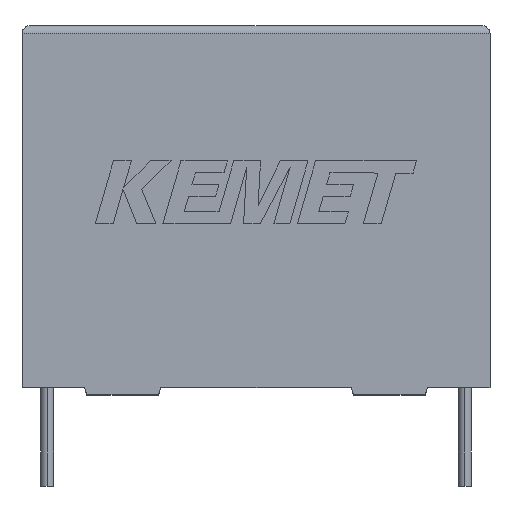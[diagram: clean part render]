
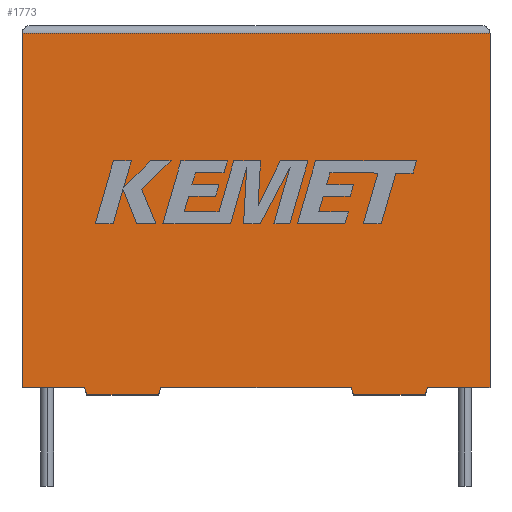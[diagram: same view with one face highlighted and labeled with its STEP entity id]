
A CAD part, top view. The second image highlights one B-rep face of the part: STEP entity #1773.
In plain terms, the highlighted planar face has unit normal (0, 0, 1).
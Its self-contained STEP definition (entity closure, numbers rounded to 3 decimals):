
#19 = DIRECTION ( 'NONE',  ( -0.287, -0.958, 0. ) ) ;
#29 = DIRECTION ( 'NONE',  ( 0.287, -0.958, 0. ) ) ;
#41 = DIRECTION ( 'NONE',  ( -0.287, 0.958, 0. ) ) ;
#56 = LINE ( 'NONE', #3215, #2324 ) ;
#81 = CARTESIAN_POINT ( 'NONE',  ( 0., 0., 12.3 ) ) ;
#145 = DIRECTION ( 'NONE',  ( 1., 0., 0. ) ) ;
#210 = LINE ( 'NONE', #3164, #1740 ) ;
#234 = LINE ( 'NONE', #2507, #1528 ) ;
#238 = VECTOR ( 'NONE', #741, 1000. ) ;
#328 = ORIENTED_EDGE ( 'NONE', *, *, #2079, .T. ) ;
#335 = VECTOR ( 'NONE', #29, 1000. ) ;
#438 = CARTESIAN_POINT ( 'NONE',  ( 26.536, -0.5, 12.3 ) ) ;
#460 = EDGE_CURVE ( 'NONE', #2774, #885, #2177, .T. ) ;
#576 = EDGE_CURVE ( 'NONE', #2619, #2789, #2733, .T. ) ;
#699 = CARTESIAN_POINT ( 'NONE',  ( 9.126, 0., 12.3 ) ) ;
#712 = VECTOR ( 'NONE', #2304, 1000. ) ;
#741 = DIRECTION ( 'NONE',  ( -1., 0., 0. ) ) ;
#755 = CARTESIAN_POINT ( 'NONE',  ( 30.8, 0., 12.3 ) ) ;
#786 = VECTOR ( 'NONE', #2925, 1000. ) ;
#812 = AXIS2_PLACEMENT_3D ( 'NONE', #1593, #825, #2875 ) ;
#822 = EDGE_CURVE ( 'NONE', #3248, #2224, #1253, .T. ) ;
#825 = DIRECTION ( 'NONE',  ( 0., 0., -1. ) ) ;
#866 = VECTOR ( 'NONE', #1830, 1000. ) ;
#885 = VERTEX_POINT ( 'NONE', #3235 ) ;
#906 = EDGE_CURVE ( 'NONE', #2789, #1884, #3166, .T. ) ;
#907 = VECTOR ( 'NONE', #3228, 1000. ) ;
#917 = CARTESIAN_POINT ( 'NONE',  ( 0., 0., 12.3 ) ) ;
#926 = EDGE_CURVE ( 'NONE', #1884, #1826, #56, .T. ) ;
#1010 = CARTESIAN_POINT ( 'NONE',  ( 0., 0., 12.3 ) ) ;
#1041 = CARTESIAN_POINT ( 'NONE',  ( 21.824, -0.5, 12.3 ) ) ;
#1043 = ORIENTED_EDGE ( 'NONE', *, *, #822, .T. ) ;
#1046 = VECTOR ( 'NONE', #2571, 1000. ) ;
#1190 = EDGE_CURVE ( 'NONE', #2224, #2472, #1534, .T. ) ;
#1209 = EDGE_CURVE ( 'NONE', #3133, #2774, #1329, .T. ) ;
#1238 = ORIENTED_EDGE ( 'NONE', *, *, #2721, .T. ) ;
#1253 = LINE ( 'NONE', #3189, #907 ) ;
#1300 = VERTEX_POINT ( 'NONE', #1879 ) ;
#1329 = LINE ( 'NONE', #2134, #2356 ) ;
#1404 = EDGE_CURVE ( 'NONE', #2472, #885, #2129, .T. ) ;
#1444 = EDGE_CURVE ( 'NONE', #1512, #3133, #234, .T. ) ;
#1512 = VERTEX_POINT ( 'NONE', #2767 ) ;
#1528 = VECTOR ( 'NONE', #19, 1000. ) ;
#1534 = LINE ( 'NONE', #2579, #866 ) ;
#1561 = LINE ( 'NONE', #2525, #335 ) ;
#1571 = CARTESIAN_POINT ( 'NONE',  ( 21.824, -0.5, 12.3 ) ) ;
#1593 = CARTESIAN_POINT ( 'NONE',  ( 0., 0., 12.3 ) ) ;
#1609 = CARTESIAN_POINT ( 'NONE',  ( 0., 23.3, 12.3 ) ) ;
#1631 = ORIENTED_EDGE ( 'NONE', *, *, #576, .T. ) ;
#1669 = ORIENTED_EDGE ( 'NONE', *, *, #1444, .F. ) ;
#1740 = VECTOR ( 'NONE', #145, 1000. ) ;
#1773 = ADVANCED_FACE ( 'NONE', ( #2489 ), #2087, .F. ) ;
#1802 = ORIENTED_EDGE ( 'NONE', *, *, #2762, .T. ) ;
#1826 = VERTEX_POINT ( 'NONE', #81 ) ;
#1830 = DIRECTION ( 'NONE',  ( 0.287, 0.958, 0. ) ) ;
#1879 = CARTESIAN_POINT ( 'NONE',  ( 4.114, 0., 12.3 ) ) ;
#1884 = VERTEX_POINT ( 'NONE', #1609 ) ;
#1985 = ORIENTED_EDGE ( 'NONE', *, *, #1190, .T. ) ;
#2079 = EDGE_CURVE ( 'NONE', #1512, #2619, #210, .T. ) ;
#2087 = PLANE ( 'NONE',  #812 ) ;
#2129 = LINE ( 'NONE', #917, #786 ) ;
#2134 = CARTESIAN_POINT ( 'NONE',  ( 26.536, -0.5, 12.3 ) ) ;
#2177 = LINE ( 'NONE', #1041, #2765 ) ;
#2224 = VERTEX_POINT ( 'NONE', #3134 ) ;
#2304 = DIRECTION ( 'NONE',  ( 0., 1., 0. ) ) ;
#2324 = VECTOR ( 'NONE', #2761, 1000. ) ;
#2356 = VECTOR ( 'NONE', #2656, 1000. ) ;
#2386 = ORIENTED_EDGE ( 'NONE', *, *, #926, .T. ) ;
#2428 = ORIENTED_EDGE ( 'NONE', *, *, #1404, .T. ) ;
#2433 = ORIENTED_EDGE ( 'NONE', *, *, #906, .T. ) ;
#2446 = CARTESIAN_POINT ( 'NONE',  ( 30.8, 0., 12.3 ) ) ;
#2472 = VERTEX_POINT ( 'NONE', #699 ) ;
#2479 = CARTESIAN_POINT ( 'NONE',  ( 0., 23.3, 12.3 ) ) ;
#2489 = FACE_OUTER_BOUND ( 'NONE', #2498, .T. ) ;
#2498 = EDGE_LOOP ( 'NONE', ( #1631, #2433, #2386, #1802, #1238, #1043, #1985, #2428, #2627, #3090, #1669, #328 ) ) ;
#2507 = CARTESIAN_POINT ( 'NONE',  ( 26.686, 0., 12.3 ) ) ;
#2525 = CARTESIAN_POINT ( 'NONE',  ( 4.114, 0., 12.3 ) ) ;
#2553 = CARTESIAN_POINT ( 'NONE',  ( 30.8, 23.3, 12.3 ) ) ;
#2559 = CARTESIAN_POINT ( 'NONE',  ( 4.264, -0.5, 12.3 ) ) ;
#2571 = DIRECTION ( 'NONE',  ( 1., 0., 0. ) ) ;
#2579 = CARTESIAN_POINT ( 'NONE',  ( 8.976, -0.5, 12.3 ) ) ;
#2619 = VERTEX_POINT ( 'NONE', #2446 ) ;
#2627 = ORIENTED_EDGE ( 'NONE', *, *, #460, .F. ) ;
#2656 = DIRECTION ( 'NONE',  ( -1., 0., 0. ) ) ;
#2721 = EDGE_CURVE ( 'NONE', #1300, #3248, #1561, .T. ) ;
#2733 = LINE ( 'NONE', #755, #712 ) ;
#2746 = LINE ( 'NONE', #1010, #1046 ) ;
#2761 = DIRECTION ( 'NONE',  ( 0., -1., 0. ) ) ;
#2762 = EDGE_CURVE ( 'NONE', #1826, #1300, #2746, .T. ) ;
#2765 = VECTOR ( 'NONE', #41, 1000. ) ;
#2767 = CARTESIAN_POINT ( 'NONE',  ( 26.686, 0., 12.3 ) ) ;
#2774 = VERTEX_POINT ( 'NONE', #1571 ) ;
#2789 = VERTEX_POINT ( 'NONE', #2553 ) ;
#2875 = DIRECTION ( 'NONE',  ( -1., 0., 0. ) ) ;
#2925 = DIRECTION ( 'NONE',  ( 1., 0., 0. ) ) ;
#3090 = ORIENTED_EDGE ( 'NONE', *, *, #1209, .F. ) ;
#3133 = VERTEX_POINT ( 'NONE', #438 ) ;
#3134 = CARTESIAN_POINT ( 'NONE',  ( 8.976, -0.5, 12.3 ) ) ;
#3164 = CARTESIAN_POINT ( 'NONE',  ( 0., 0., 12.3 ) ) ;
#3166 = LINE ( 'NONE', #2479, #238 ) ;
#3189 = CARTESIAN_POINT ( 'NONE',  ( 4.264, -0.5, 12.3 ) ) ;
#3215 = CARTESIAN_POINT ( 'NONE',  ( 0., 0., 12.3 ) ) ;
#3228 = DIRECTION ( 'NONE',  ( 1., 0., 0. ) ) ;
#3235 = CARTESIAN_POINT ( 'NONE',  ( 21.674, 0., 12.3 ) ) ;
#3248 = VERTEX_POINT ( 'NONE', #2559 ) ;
